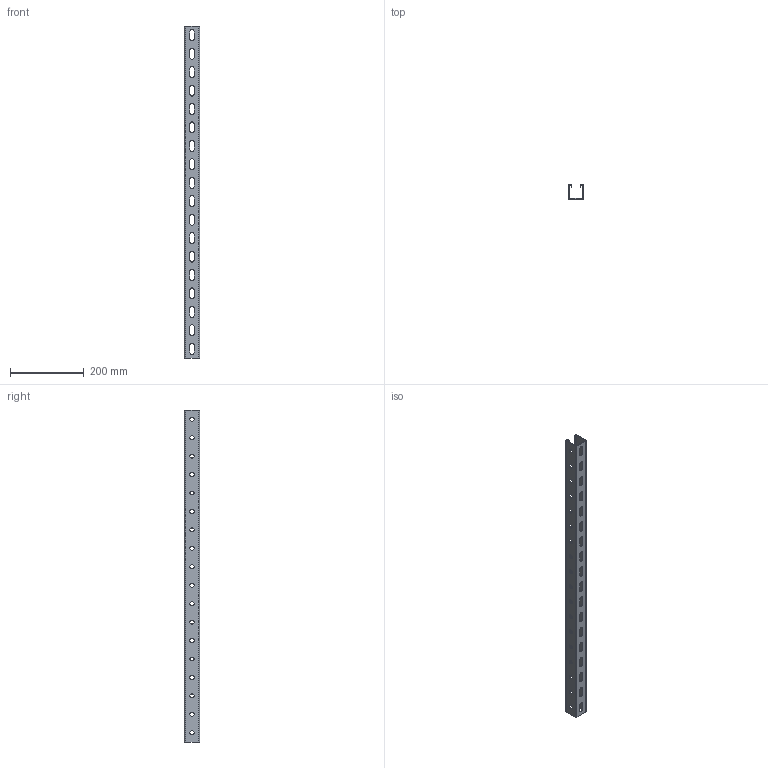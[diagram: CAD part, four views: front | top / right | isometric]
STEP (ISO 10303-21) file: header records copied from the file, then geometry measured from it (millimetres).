
FILE_DESCRIPTION (( 'STEP AP203' ), '1' );
FILE_NAME ('STRUT-镳铘桦黖h41-900.step', '2022-01-25T05:20:57', ( '' ), ( '' ), 'SwSTEP 2.0', 'SolidWorks 2017', '' );
FILE_SCHEMA (( 'CONFIG_CONTROL_DESIGN' ));
Length unit declared in the file: millimetre
Products named in the file (1): STRUT-镳铘桦黖h41-900
Bounding box: 41 x 41 x 900 mm (x, y, z)
Volume: 275279.6 mm3; surface area: 236679.6 mm2
Topology: 1 solids, 1 shells, 1702 faces, 5076 edges, 3376 vertices
Faces by surface type: plane 1588, cylinder 114
Entity records: 56429 total; most frequent: CARTESIAN_POINT 10155, ORIENTED_EDGE 10152, DIRECTION 8710, EDGE_CURVE 5076, VECTOR 4848, LINE 4848, VERTEX_POINT 3376, AXIS2_PLACEMENT_3D 1931
